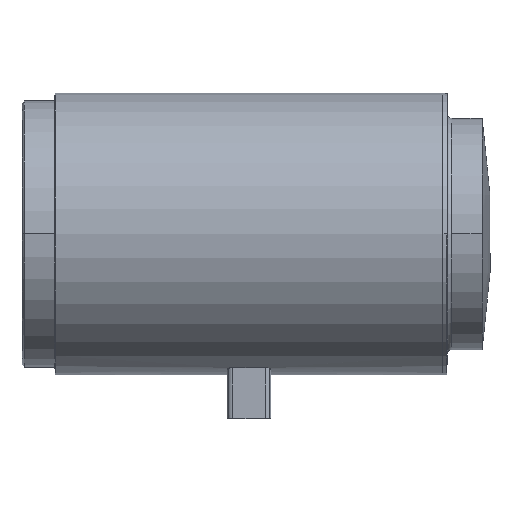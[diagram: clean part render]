
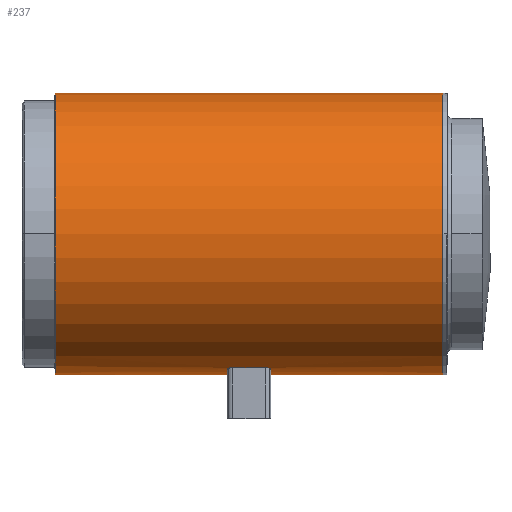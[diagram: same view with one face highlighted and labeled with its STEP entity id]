
A CAD part, top view. The second image highlights one B-rep face of the part: STEP entity #237.
In plain terms, the highlighted cylindrical face has radius 64.5 mm (diameter 129 mm), a partial arc.
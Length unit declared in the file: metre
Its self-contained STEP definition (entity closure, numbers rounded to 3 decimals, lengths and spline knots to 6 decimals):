
#237=ADVANCED_FACE('',(#673),#674,.T.);
#673=FACE_OUTER_BOUND('',#1340,.T.);
#674=CYLINDRICAL_SURFACE('',#1341,0.0645);
#1340=EDGE_LOOP('',(#2279,#2280,#2281,#2282,#2283,#2284,#2285,#2286,#2287,#2288,#2289,#2290));
#1341=AXIS2_PLACEMENT_3D('',#2291,#2292,#2293);
#2279=ORIENTED_EDGE('',*,*,#4331,.F.);
#2280=ORIENTED_EDGE('',*,*,#4332,.F.);
#2281=ORIENTED_EDGE('',*,*,#4333,.F.);
#2282=ORIENTED_EDGE('',*,*,#4334,.F.);
#2283=ORIENTED_EDGE('',*,*,#4335,.F.);
#2284=ORIENTED_EDGE('',*,*,#4336,.F.);
#2285=ORIENTED_EDGE('',*,*,#4337,.F.);
#2286=ORIENTED_EDGE('',*,*,#4338,.F.);
#2287=ORIENTED_EDGE('',*,*,#4339,.F.);
#2288=ORIENTED_EDGE('',*,*,#4340,.F.);
#2289=ORIENTED_EDGE('',*,*,#4341,.F.);
#2290=ORIENTED_EDGE('',*,*,#4342,.F.);
#2291=CARTESIAN_POINT('',(0.160165,0.180906,0.012088));
#2292=DIRECTION('',(-1.0,0.,0.));
#2293=DIRECTION('',(0.,1.0,0.));
#4331=EDGE_CURVE('',#5086,#5087,#5088,.T.);
#4332=EDGE_CURVE('0:9469',#5089,#5086,#5090,.F.);
#4333=EDGE_CURVE('',#5091,#5089,#5092,.T.);
#4334=EDGE_CURVE('0:9493',#5093,#5091,#5094,.T.);
#4335=EDGE_CURVE('',#5095,#5093,#5096,.T.);
#4336=EDGE_CURVE('0:9472',#5097,#5095,#5098,.T.);
#4337=EDGE_CURVE('0:9475',#5099,#5097,#5100,.T.);
#4338=EDGE_CURVE('',#5101,#5099,#5102,.T.);
#4339=EDGE_CURVE('0:9478',#5103,#5101,#5104,.T.);
#4340=EDGE_CURVE('',#5105,#5103,#5106,.T.);
#4341=EDGE_CURVE('',#5107,#5105,#5108,.T.);
#4342=EDGE_CURVE('',#5087,#5107,#5109,.T.);
#5086=VERTEX_POINT('',#6208);
#5087=VERTEX_POINT('',#6209);
#5088=LINE('',#6210,#6211);
#5089=VERTEX_POINT('',#6212);
#5090=CIRCLE('',#6213,0.0645);
#5091=VERTEX_POINT('',#6214);
#5092=LINE('',#6215,#6216);
#5093=VERTEX_POINT('',#6217);
#5094=CIRCLE('',#6218,0.0645);
#5095=VERTEX_POINT('',#6219);
#5096=B_SPLINE_CURVE_WITH_KNOTS('',3,(#6220,#6221,#6222,#6223,#6224,#6225,#6226,#6227,#6228,#6229,#6230,#6231,#6232,#6233),.UNSPECIFIED.,.F.,.F.,(4,2,2,2,2,2,4),(0.006742,0.007682,0.008634,0.009586,0.01056,0.011533,0.012501),.UNSPECIFIED.);
#5097=VERTEX_POINT('',#6234);
#5098=B_SPLINE_CURVE_WITH_KNOTS('',3,(#6235,#6236,#6237,#6238,#6239,#6240,#6241,#6242,#6243,#6244,#6245,#6246,#6247,#6248),.UNSPECIFIED.,.F.,.F.,(4,2,2,2,2,2,4),(0.006742,0.007682,0.008634,0.009586,0.01056,0.011533,0.012501),.UNSPECIFIED.);
#5099=VERTEX_POINT('',#6249);
#5100=LINE('',#6250,#6251);
#5101=VERTEX_POINT('',#6252);
#5102=B_SPLINE_CURVE_WITH_KNOTS('',3,(#6253,#6254,#6255,#6256,#6257,#6258,#6259,#6260,#6261,#6262,#6263,#6264,#6265,#6266),.UNSPECIFIED.,.F.,.F.,(4,2,2,2,2,2,4),(0.002864,0.003832,0.004805,0.005779,0.006731,0.007683,0.008623),.UNSPECIFIED.);
#5103=VERTEX_POINT('',#6267);
#5104=B_SPLINE_CURVE_WITH_KNOTS('',3,(#6268,#6269,#6270,#6271,#6272,#6273,#6274,#6275,#6276,#6277,#6278,#6279,#6280,#6281),.UNSPECIFIED.,.F.,.F.,(4,2,2,2,2,2,4),(0.002864,0.003832,0.004805,0.005779,0.006731,0.007683,0.008623),.UNSPECIFIED.);
#5105=VERTEX_POINT('',#6282);
#5106=CIRCLE('',#6283,0.0645);
#5107=VERTEX_POINT('',#6284);
#5108=LINE('',#6285,#6286);
#5109=CIRCLE('',#6287,0.0645);
#6208=CARTESIAN_POINT('',(-0.017385,0.245406,0.012088));
#6209=CARTESIAN_POINT('',(0.160415,0.245406,0.012088));
#6210=CARTESIAN_POINT('',(0.160165,0.245406,0.012088));
#6211=VECTOR('',#8275,1.0);
#6212=CARTESIAN_POINT('',(-0.017385,0.116406,0.012088));
#6213=AXIS2_PLACEMENT_3D('',#8276,#8277,#8278);
#6214=CARTESIAN_POINT('',(0.061515,0.116406,0.012088));
#6215=CARTESIAN_POINT('',(0.160165,0.116406,0.012088));
#6216=VECTOR('',#8279,1.0);
#6217=CARTESIAN_POINT('',(0.061515,0.118841,0.029643));
#6218=AXIS2_PLACEMENT_3D('',#8280,#8281,#8282);
#6219=CARTESIAN_POINT('',(0.062247,0.119369,0.03141));
#6220=CARTESIAN_POINT('',(0.064967,0.119542,0.031954));
#6221=CARTESIAN_POINT('',(0.064662,0.119583,0.03208));
#6222=CARTESIAN_POINT('',(0.064328,0.119603,0.032142));
#6223=CARTESIAN_POINT('',(0.063698,0.119603,0.032142));
#6224=CARTESIAN_POINT('',(0.063361,0.119582,0.032078));
#6225=CARTESIAN_POINT('',(0.062745,0.119499,0.031822));
#6226=CARTESIAN_POINT('',(0.062466,0.119437,0.031629));
#6227=CARTESIAN_POINT('',(0.062023,0.119298,0.031186));
#6228=CARTESIAN_POINT('',(0.061831,0.119211,0.030904));
#6229=CARTESIAN_POINT('',(0.061577,0.119027,0.030289));
#6230=CARTESIAN_POINT('',(0.061515,0.11893,0.029955));
#6231=CARTESIAN_POINT('',(0.061515,0.118754,0.029332));
#6232=CARTESIAN_POINT('',(0.061576,0.118662,0.028999));
#6233=CARTESIAN_POINT('',(0.061703,0.11858,0.028691));
#6234=CARTESIAN_POINT('',(0.064015,0.119603,0.032142));
#6235=CARTESIAN_POINT('',(0.064967,0.119542,0.031954));
#6236=CARTESIAN_POINT('',(0.064662,0.119583,0.03208));
#6237=CARTESIAN_POINT('',(0.064328,0.119603,0.032142));
#6238=CARTESIAN_POINT('',(0.063698,0.119603,0.032142));
#6239=CARTESIAN_POINT('',(0.063361,0.119582,0.032078));
#6240=CARTESIAN_POINT('',(0.062745,0.119499,0.031822));
#6241=CARTESIAN_POINT('',(0.062466,0.119437,0.031629));
#6242=CARTESIAN_POINT('',(0.062023,0.119298,0.031186));
#6243=CARTESIAN_POINT('',(0.061831,0.119211,0.030904));
#6244=CARTESIAN_POINT('',(0.061577,0.119027,0.030289));
#6245=CARTESIAN_POINT('',(0.061515,0.11893,0.029955));
#6246=CARTESIAN_POINT('',(0.061515,0.118754,0.029332));
#6247=CARTESIAN_POINT('',(0.061576,0.118662,0.028999));
#6248=CARTESIAN_POINT('',(0.061703,0.11858,0.028691));
#6249=CARTESIAN_POINT('',(0.079015,0.119603,0.032142));
#6250=CARTESIAN_POINT('',(0.071003,0.119603,0.032142));
#6251=VECTOR('',#8283,1.0);
#6252=CARTESIAN_POINT('',(0.080783,0.119369,0.03141));
#6253=CARTESIAN_POINT('',(0.081327,0.11858,0.028691));
#6254=CARTESIAN_POINT('',(0.081454,0.118662,0.028999));
#6255=CARTESIAN_POINT('',(0.081515,0.118754,0.029332));
#6256=CARTESIAN_POINT('',(0.081515,0.11893,0.029955));
#6257=CARTESIAN_POINT('',(0.081453,0.119027,0.030289));
#6258=CARTESIAN_POINT('',(0.081199,0.119211,0.030904));
#6259=CARTESIAN_POINT('',(0.081007,0.119298,0.031186));
#6260=CARTESIAN_POINT('',(0.080564,0.119437,0.031629));
#6261=CARTESIAN_POINT('',(0.080285,0.119499,0.031822));
#6262=CARTESIAN_POINT('',(0.079669,0.119582,0.032078));
#6263=CARTESIAN_POINT('',(0.079332,0.119603,0.032142));
#6264=CARTESIAN_POINT('',(0.078701,0.119603,0.032142));
#6265=CARTESIAN_POINT('',(0.078368,0.119583,0.03208));
#6266=CARTESIAN_POINT('',(0.078063,0.119542,0.031954));
#6267=CARTESIAN_POINT('',(0.081515,0.118841,0.029643));
#6268=CARTESIAN_POINT('',(0.081327,0.11858,0.028691));
#6269=CARTESIAN_POINT('',(0.081454,0.118662,0.028999));
#6270=CARTESIAN_POINT('',(0.081515,0.118754,0.029332));
#6271=CARTESIAN_POINT('',(0.081515,0.11893,0.029955));
#6272=CARTESIAN_POINT('',(0.081453,0.119027,0.030289));
#6273=CARTESIAN_POINT('',(0.081199,0.119211,0.030904));
#6274=CARTESIAN_POINT('',(0.081007,0.119298,0.031186));
#6275=CARTESIAN_POINT('',(0.080564,0.119437,0.031629));
#6276=CARTESIAN_POINT('',(0.080285,0.119499,0.031822));
#6277=CARTESIAN_POINT('',(0.079669,0.119582,0.032078));
#6278=CARTESIAN_POINT('',(0.079332,0.119603,0.032142));
#6279=CARTESIAN_POINT('',(0.078701,0.119603,0.032142));
#6280=CARTESIAN_POINT('',(0.078368,0.119583,0.03208));
#6281=CARTESIAN_POINT('',(0.078063,0.119542,0.031954));
#6282=CARTESIAN_POINT('',(0.081515,0.116406,0.012088));
#6283=AXIS2_PLACEMENT_3D('',#8284,#8285,#8286);
#6284=CARTESIAN_POINT('',(0.160415,0.116406,0.012088));
#6285=CARTESIAN_POINT('',(0.160165,0.116406,0.012088));
#6286=VECTOR('',#8287,1.0);
#6287=AXIS2_PLACEMENT_3D('',#8288,#8289,#8290);
#8275=DIRECTION('',(1.0,0.,0.));
#8276=CARTESIAN_POINT('',(-0.017385,0.180906,0.012088));
#8277=DIRECTION('',(1.0,0.,0.));
#8278=DIRECTION('',(0.,1.0,0.));
#8279=DIRECTION('',(-1.0,0.,0.));
#8280=CARTESIAN_POINT('',(0.061515,0.180906,0.012088));
#8281=DIRECTION('',(1.0,0.,0.));
#8282=DIRECTION('',(0.,1.0,0.));
#8283=DIRECTION('',(-1.0,0.,0.));
#8284=CARTESIAN_POINT('',(0.081515,0.180906,0.012088));
#8285=DIRECTION('',(-1.0,0.,0.));
#8286=DIRECTION('',(0.,1.0,0.));
#8287=DIRECTION('',(-1.0,0.,0.));
#8288=CARTESIAN_POINT('',(0.160415,0.180906,0.012088));
#8289=DIRECTION('',(1.0,0.,0.));
#8290=DIRECTION('',(0.,1.0,0.));
